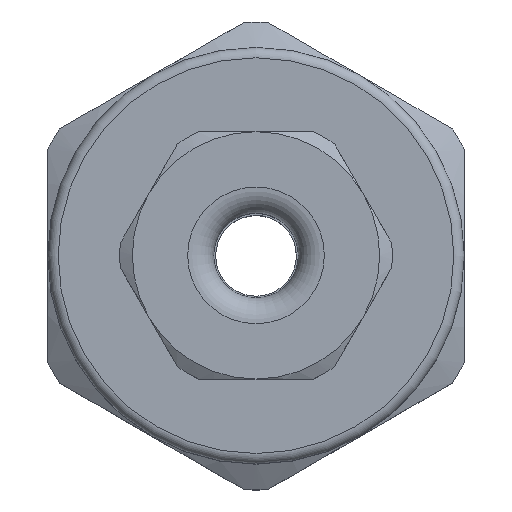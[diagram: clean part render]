
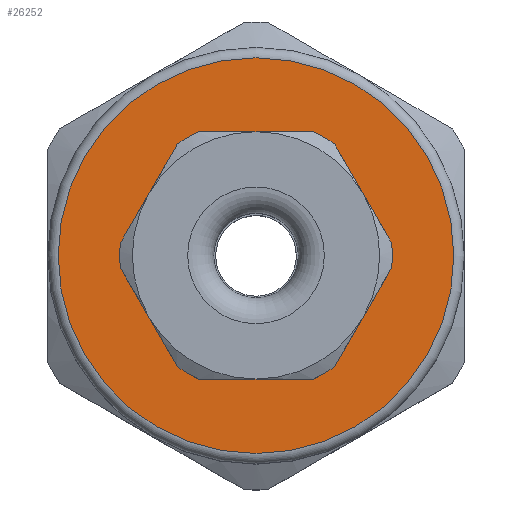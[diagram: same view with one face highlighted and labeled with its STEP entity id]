
A CAD part, top view. The second image highlights one B-rep face of the part: STEP entity #26252.
In plain terms, the highlighted planar face has unit normal (0, 0, 1).
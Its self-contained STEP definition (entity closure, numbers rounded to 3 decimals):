
#26225=CARTESIAN_POINT('',(0.,0.,33.));
#26226=DIRECTION('',(0.,0.,1.));
#26227=DIRECTION('',(1.,0.,0.));
#26228=AXIS2_PLACEMENT_3D('',#26225,#26226,#26227);
#26229=PLANE('',#26228);
#26230=CARTESIAN_POINT('',(7.5,0.,33.));
#26231=VERTEX_POINT('',#26230);
#26232=CARTESIAN_POINT('',(0.,0.,33.));
#26233=DIRECTION('',(-0.,-0.,-1.));
#26234=DIRECTION('',(1.,0.,-0.));
#26235=AXIS2_PLACEMENT_3D('',#26232,#26233,#26234);
#26236=CIRCLE('',#26235,7.5);
#26237=EDGE_CURVE('',#26231,#26231,#26236,.T.);
#26238=ORIENTED_EDGE('',*,*,#26237,.T.);
#26239=EDGE_LOOP('',(#26238));
#26240=FACE_BOUND('',#26239,.T.);
#26241=CARTESIAN_POINT('',(15.2,-0.,33.));
#26242=VERTEX_POINT('',#26241);
#26243=CARTESIAN_POINT('',(0.,0.,33.));
#26244=DIRECTION('',(0.,0.,1.));
#26245=DIRECTION('',(1.,0.,-0.));
#26246=AXIS2_PLACEMENT_3D('',#26243,#26244,#26245);
#26247=CIRCLE('',#26246,15.2);
#26248=EDGE_CURVE('',#26242,#26242,#26247,.T.);
#26249=ORIENTED_EDGE('',*,*,#26248,.T.);
#26250=EDGE_LOOP('',(#26249));
#26251=FACE_BOUND('',#26250,.T.);
#26252=ADVANCED_FACE('',(#26240,#26251),#26229,.T.);
